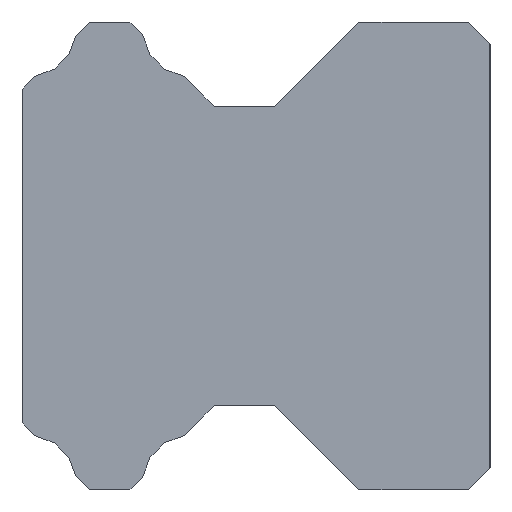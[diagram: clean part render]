
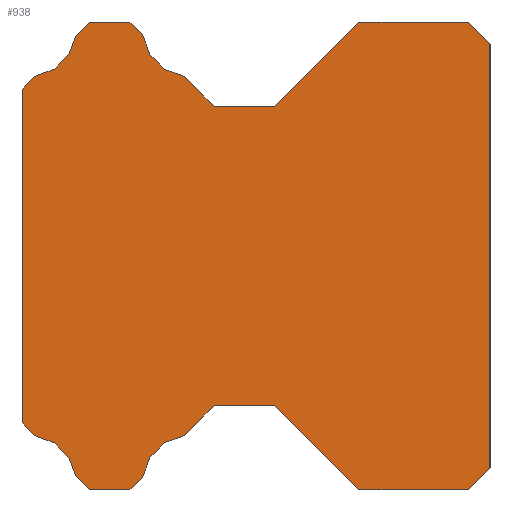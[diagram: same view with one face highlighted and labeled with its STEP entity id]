
A CAD part, left-side view. The second image highlights one B-rep face of the part: STEP entity #938.
In plain terms, the highlighted planar face has unit normal (-1, 0, 0).
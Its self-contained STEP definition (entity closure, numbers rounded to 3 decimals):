
#216=CARTESIAN_POINT('Vertex',(-30.,12.85,7.5)) ;
#221=CARTESIAN_POINT('Line Origine',(-30.,12.195,7.5)) ;
#225=CARTESIAN_POINT('Vertex',(-30.,11.54,7.5)) ;
#252=CARTESIAN_POINT('Line Origine',(-30.,11.337,7.297)) ;
#256=CARTESIAN_POINT('Vertex',(-30.,11.134,7.094)) ;
#283=CARTESIAN_POINT('Axis2P3D Location',(-30.,9.588,7.301)) ;
#287=CARTESIAN_POINT('Vertex',(-30.,9.794,5.754)) ;
#314=CARTESIAN_POINT('Line Origine',(-30.,9.317,5.277)) ;
#318=CARTESIAN_POINT('Vertex',(-30.,8.84,4.8)) ;
#345=CARTESIAN_POINT('Line Origine',(-30.,7.87,4.8)) ;
#349=CARTESIAN_POINT('Vertex',(-30.,6.9,4.8)) ;
#376=CARTESIAN_POINT('Line Origine',(-30.,5.55,6.15)) ;
#380=CARTESIAN_POINT('Vertex',(-30.,4.2,7.5)) ;
#402=CARTESIAN_POINT('Line Origine',(-30.,2.45,7.5)) ;
#406=CARTESIAN_POINT('Vertex',(-30.,0.7,7.5)) ;
#433=CARTESIAN_POINT('Line Origine',(-30.,0.35,7.145)) ;
#437=CARTESIAN_POINT('Vertex',(-30.,0.,6.79)) ;
#468=CARTESIAN_POINT('Vertex',(-30.,0.,-6.79)) ;
#473=CARTESIAN_POINT('Line Origine',(-30.,0.35,-7.145)) ;
#477=CARTESIAN_POINT('Vertex',(-30.,0.7,-7.5)) ;
#504=CARTESIAN_POINT('Line Origine',(-30.,2.45,-7.5)) ;
#508=CARTESIAN_POINT('Vertex',(-30.,4.2,-7.5)) ;
#535=CARTESIAN_POINT('Line Origine',(-30.,5.55,-6.15)) ;
#539=CARTESIAN_POINT('Vertex',(-30.,6.9,-4.8)) ;
#566=CARTESIAN_POINT('Line Origine',(-30.,7.87,-4.8)) ;
#570=CARTESIAN_POINT('Vertex',(-30.,8.84,-4.8)) ;
#597=CARTESIAN_POINT('Line Origine',(-30.,9.317,-5.277)) ;
#601=CARTESIAN_POINT('Vertex',(-30.,9.794,-5.754)) ;
#628=CARTESIAN_POINT('Axis2P3D Location',(-30.,9.588,-7.301)) ;
#632=CARTESIAN_POINT('Vertex',(-30.,11.134,-7.094)) ;
#659=CARTESIAN_POINT('Line Origine',(-30.,11.337,-7.297)) ;
#663=CARTESIAN_POINT('Vertex',(-30.,11.54,-7.5)) ;
#685=CARTESIAN_POINT('Line Origine',(-30.,12.195,-7.5)) ;
#689=CARTESIAN_POINT('Vertex',(-30.,12.85,-7.5)) ;
#716=CARTESIAN_POINT('Line Origine',(-30.,13.059,-7.291)) ;
#720=CARTESIAN_POINT('Vertex',(-30.,13.268,-7.082)) ;
#747=CARTESIAN_POINT('Axis2P3D Location',(-30.,14.813,-7.301)) ;
#751=CARTESIAN_POINT('Vertex',(-30.,14.594,-5.756)) ;
#778=CARTESIAN_POINT('Line Origine',(-30.,14.797,-5.553)) ;
#782=CARTESIAN_POINT('Vertex',(-30.,15.,-5.35)) ;
#813=CARTESIAN_POINT('Vertex',(-30.,15.,5.35)) ;
#818=CARTESIAN_POINT('Line Origine',(-30.,14.797,5.553)) ;
#822=CARTESIAN_POINT('Vertex',(-30.,14.594,5.756)) ;
#849=CARTESIAN_POINT('Axis2P3D Location',(-30.,14.813,7.301)) ;
#853=CARTESIAN_POINT('Vertex',(-30.,13.268,7.082)) ;
#880=CARTESIAN_POINT('Line Origine',(-30.,13.059,7.291)) ;
#897=CARTESIAN_POINT('Axis2P3D Location',(-30.,0.,0.)) ;
#902=CARTESIAN_POINT('Line Origine',(-30.,15.,0.)) ;
#907=CARTESIAN_POINT('Line Origine',(-30.,0.,0.)) ;
#222=DIRECTION('Vector Direction',(0.,-1.,0.)) ;
#253=DIRECTION('Vector Direction',(0.,-0.707,-0.707)) ;
#284=DIRECTION('Axis2P3D Direction',(1.,-0.,0.)) ;
#315=DIRECTION('Vector Direction',(0.,-0.707,-0.707)) ;
#346=DIRECTION('Vector Direction',(0.,-1.,0.)) ;
#377=DIRECTION('Vector Direction',(0.,-0.707,0.707)) ;
#403=DIRECTION('Vector Direction',(0.,-1.,0.)) ;
#434=DIRECTION('Vector Direction',(0.,-0.702,-0.712)) ;
#474=DIRECTION('Vector Direction',(0.,0.702,-0.712)) ;
#505=DIRECTION('Vector Direction',(0.,1.,0.)) ;
#536=DIRECTION('Vector Direction',(0.,0.707,0.707)) ;
#567=DIRECTION('Vector Direction',(0.,1.,0.)) ;
#598=DIRECTION('Vector Direction',(0.,0.707,-0.707)) ;
#629=DIRECTION('Axis2P3D Direction',(1.,-0.,0.)) ;
#660=DIRECTION('Vector Direction',(0.,0.707,-0.707)) ;
#686=DIRECTION('Vector Direction',(0.,1.,0.)) ;
#717=DIRECTION('Vector Direction',(0.,0.707,0.707)) ;
#748=DIRECTION('Axis2P3D Direction',(1.,-0.,0.)) ;
#779=DIRECTION('Vector Direction',(0.,0.707,0.707)) ;
#819=DIRECTION('Vector Direction',(0.,-0.707,0.707)) ;
#850=DIRECTION('Axis2P3D Direction',(1.,-0.,0.)) ;
#881=DIRECTION('Vector Direction',(0.,-0.707,0.707)) ;
#898=DIRECTION('Axis2P3D Direction',(1.,-0.,0.)) ;
#899=DIRECTION('Axis2P3D XDirection',(0.,0.,-1.)) ;
#903=DIRECTION('Vector Direction',(0.,0.,1.)) ;
#908=DIRECTION('Vector Direction',(0.,0.,-1.)) ;
#285=AXIS2_PLACEMENT_3D('Circle Axis2P3D',#283,#284,$) ;
#630=AXIS2_PLACEMENT_3D('Circle Axis2P3D',#628,#629,$) ;
#749=AXIS2_PLACEMENT_3D('Circle Axis2P3D',#747,#748,$) ;
#851=AXIS2_PLACEMENT_3D('Circle Axis2P3D',#849,#850,$) ;
#900=AXIS2_PLACEMENT_3D('Plane Axis2P3D',#897,#898,#899) ;
#913=ORIENTED_EDGE('',*,*,#884,.F.) ;
#914=ORIENTED_EDGE('',*,*,#855,.F.) ;
#915=ORIENTED_EDGE('',*,*,#824,.F.) ;
#916=ORIENTED_EDGE('',*,*,#906,.F.) ;
#917=ORIENTED_EDGE('',*,*,#784,.F.) ;
#918=ORIENTED_EDGE('',*,*,#753,.F.) ;
#919=ORIENTED_EDGE('',*,*,#722,.F.) ;
#920=ORIENTED_EDGE('',*,*,#691,.F.) ;
#921=ORIENTED_EDGE('',*,*,#665,.F.) ;
#922=ORIENTED_EDGE('',*,*,#634,.F.) ;
#923=ORIENTED_EDGE('',*,*,#603,.F.) ;
#924=ORIENTED_EDGE('',*,*,#572,.F.) ;
#925=ORIENTED_EDGE('',*,*,#541,.F.) ;
#926=ORIENTED_EDGE('',*,*,#510,.F.) ;
#927=ORIENTED_EDGE('',*,*,#479,.F.) ;
#928=ORIENTED_EDGE('',*,*,#911,.F.) ;
#929=ORIENTED_EDGE('',*,*,#439,.F.) ;
#930=ORIENTED_EDGE('',*,*,#408,.F.) ;
#931=ORIENTED_EDGE('',*,*,#382,.F.) ;
#932=ORIENTED_EDGE('',*,*,#351,.F.) ;
#933=ORIENTED_EDGE('',*,*,#320,.F.) ;
#934=ORIENTED_EDGE('',*,*,#289,.F.) ;
#935=ORIENTED_EDGE('',*,*,#258,.F.) ;
#936=ORIENTED_EDGE('',*,*,#227,.F.) ;
#223=VECTOR('Line Direction',#222,1.) ;
#254=VECTOR('Line Direction',#253,1.) ;
#316=VECTOR('Line Direction',#315,1.) ;
#347=VECTOR('Line Direction',#346,1.) ;
#378=VECTOR('Line Direction',#377,1.) ;
#404=VECTOR('Line Direction',#403,1.) ;
#435=VECTOR('Line Direction',#434,1.) ;
#475=VECTOR('Line Direction',#474,1.) ;
#506=VECTOR('Line Direction',#505,1.) ;
#537=VECTOR('Line Direction',#536,1.) ;
#568=VECTOR('Line Direction',#567,1.) ;
#599=VECTOR('Line Direction',#598,1.) ;
#661=VECTOR('Line Direction',#660,1.) ;
#687=VECTOR('Line Direction',#686,1.) ;
#718=VECTOR('Line Direction',#717,1.) ;
#780=VECTOR('Line Direction',#779,1.) ;
#820=VECTOR('Line Direction',#819,1.) ;
#882=VECTOR('Line Direction',#881,1.) ;
#904=VECTOR('Line Direction',#903,1.) ;
#909=VECTOR('Line Direction',#908,1.) ;
#938=ADVANCED_FACE('HSV15_RAIL_3000L',(#937),#901,.F.) ;
#286=CIRCLE('generated circle',#285,1.56) ;
#631=CIRCLE('generated circle',#630,1.56) ;
#750=CIRCLE('generated circle',#749,1.56) ;
#852=CIRCLE('generated circle',#851,1.56) ;
#227=EDGE_CURVE('',#217,#226,#224,.T.) ;
#258=EDGE_CURVE('',#226,#257,#255,.T.) ;
#289=EDGE_CURVE('',#257,#288,#286,.F.) ;
#320=EDGE_CURVE('',#288,#319,#317,.T.) ;
#351=EDGE_CURVE('',#319,#350,#348,.T.) ;
#382=EDGE_CURVE('',#350,#381,#379,.T.) ;
#408=EDGE_CURVE('',#381,#407,#405,.T.) ;
#439=EDGE_CURVE('',#407,#438,#436,.T.) ;
#479=EDGE_CURVE('',#469,#478,#476,.T.) ;
#510=EDGE_CURVE('',#478,#509,#507,.T.) ;
#541=EDGE_CURVE('',#509,#540,#538,.T.) ;
#572=EDGE_CURVE('',#540,#571,#569,.T.) ;
#603=EDGE_CURVE('',#571,#602,#600,.T.) ;
#634=EDGE_CURVE('',#602,#633,#631,.F.) ;
#665=EDGE_CURVE('',#633,#664,#662,.T.) ;
#691=EDGE_CURVE('',#664,#690,#688,.T.) ;
#722=EDGE_CURVE('',#690,#721,#719,.T.) ;
#753=EDGE_CURVE('',#721,#752,#750,.F.) ;
#784=EDGE_CURVE('',#752,#783,#781,.T.) ;
#824=EDGE_CURVE('',#814,#823,#821,.T.) ;
#855=EDGE_CURVE('',#823,#854,#852,.F.) ;
#884=EDGE_CURVE('',#854,#217,#883,.T.) ;
#906=EDGE_CURVE('',#783,#814,#905,.T.) ;
#911=EDGE_CURVE('',#438,#469,#910,.T.) ;
#912=EDGE_LOOP('',(#913,#914,#915,#916,#917,#918,#919,#920,#921,#922,#923,#924,#925,#926,#927,#928,#929,#930,#931,#932,#933,#934,#935,#936)) ;
#937=FACE_OUTER_BOUND('',#912,.T.) ;
#224=LINE('Line',#221,#223) ;
#255=LINE('Line',#252,#254) ;
#317=LINE('Line',#314,#316) ;
#348=LINE('Line',#345,#347) ;
#379=LINE('Line',#376,#378) ;
#405=LINE('Line',#402,#404) ;
#436=LINE('Line',#433,#435) ;
#476=LINE('Line',#473,#475) ;
#507=LINE('Line',#504,#506) ;
#538=LINE('Line',#535,#537) ;
#569=LINE('Line',#566,#568) ;
#600=LINE('Line',#597,#599) ;
#662=LINE('Line',#659,#661) ;
#688=LINE('Line',#685,#687) ;
#719=LINE('Line',#716,#718) ;
#781=LINE('Line',#778,#780) ;
#821=LINE('Line',#818,#820) ;
#883=LINE('Line',#880,#882) ;
#905=LINE('Line',#902,#904) ;
#910=LINE('Line',#907,#909) ;
#901=PLANE('',#900) ;
#217=VERTEX_POINT('',#216) ;
#226=VERTEX_POINT('',#225) ;
#257=VERTEX_POINT('',#256) ;
#288=VERTEX_POINT('',#287) ;
#319=VERTEX_POINT('',#318) ;
#350=VERTEX_POINT('',#349) ;
#381=VERTEX_POINT('',#380) ;
#407=VERTEX_POINT('',#406) ;
#438=VERTEX_POINT('',#437) ;
#469=VERTEX_POINT('',#468) ;
#478=VERTEX_POINT('',#477) ;
#509=VERTEX_POINT('',#508) ;
#540=VERTEX_POINT('',#539) ;
#571=VERTEX_POINT('',#570) ;
#602=VERTEX_POINT('',#601) ;
#633=VERTEX_POINT('',#632) ;
#664=VERTEX_POINT('',#663) ;
#690=VERTEX_POINT('',#689) ;
#721=VERTEX_POINT('',#720) ;
#752=VERTEX_POINT('',#751) ;
#783=VERTEX_POINT('',#782) ;
#814=VERTEX_POINT('',#813) ;
#823=VERTEX_POINT('',#822) ;
#854=VERTEX_POINT('',#853) ;
